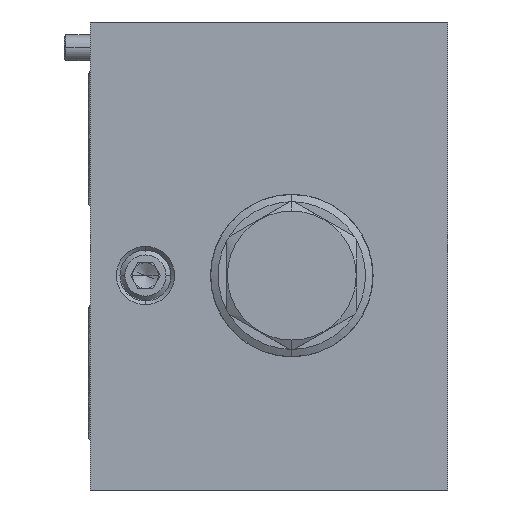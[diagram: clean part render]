
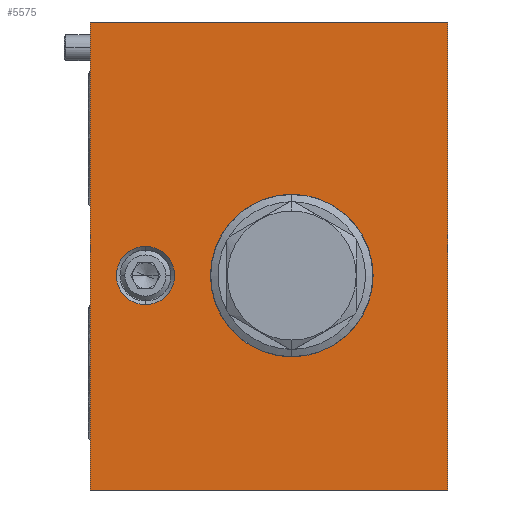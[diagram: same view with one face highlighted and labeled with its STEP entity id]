
A CAD part, left-side view. The second image highlights one B-rep face of the part: STEP entity #5575.
In plain terms, the highlighted planar face has unit normal (-1, 0, 0).
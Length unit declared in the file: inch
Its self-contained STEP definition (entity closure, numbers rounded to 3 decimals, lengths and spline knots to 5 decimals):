
#9=DIRECTION('',(0.,-1.,0.));
#10=VECTOR('',#9,3.438);
#11=CARTESIAN_POINT('',(0.,0.,0.));
#12=LINE('',#11,#10);
#761=DIRECTION('',(0.,0.,1.));
#762=VECTOR('',#761,4.5);
#763=CARTESIAN_POINT('',(0.,0.,0.));
#764=LINE('',#763,#762);
#765=CARTESIAN_POINT('',(0.,-1.938,2.062));
#766=DIRECTION('',(1.,0.,0.));
#767=DIRECTION('',(0.,0.,-1.));
#768=AXIS2_PLACEMENT_3D('',#765,#766,#767);
#770=CARTESIAN_POINT('',(0.,-1.938,2.062));
#771=DIRECTION('',(1.,0.,0.));
#772=DIRECTION('',(0.,0.,1.));
#773=AXIS2_PLACEMENT_3D('',#770,#771,#772);
#775=CARTESIAN_POINT('',(0.,-0.531,2.062));
#776=DIRECTION('',(1.,0.,0.));
#777=DIRECTION('',(0.,0.,-1.));
#778=AXIS2_PLACEMENT_3D('',#775,#776,#777);
#780=CARTESIAN_POINT('',(0.,-0.531,2.062));
#781=DIRECTION('',(1.,0.,0.));
#782=DIRECTION('',(0.,0.,1.));
#783=AXIS2_PLACEMENT_3D('',#780,#781,#782);
#1293=DIRECTION('',(0.,0.,1.));
#1294=VECTOR('',#1293,4.5);
#1295=CARTESIAN_POINT('',(0.,-3.438,0.));
#1296=LINE('',#1295,#1294);
#3969=DIRECTION('',(0.,-1.,0.));
#3970=VECTOR('',#3969,3.438);
#3971=CARTESIAN_POINT('',(0.,0.,4.5));
#3972=LINE('',#3971,#3970);
#4252=CARTESIAN_POINT('',(0.,0.,0.));
#4253=CARTESIAN_POINT('',(0.,-3.438,0.));
#4254=VERTEX_POINT('',#4252);
#4255=VERTEX_POINT('',#4253);
#4256=CARTESIAN_POINT('',(0.,0.,4.5));
#4257=CARTESIAN_POINT('',(0.,-3.438,4.5));
#4258=VERTEX_POINT('',#4256);
#4259=VERTEX_POINT('',#4257);
#4496=CARTESIAN_POINT('',(0.,-1.938,1.28));
#4497=CARTESIAN_POINT('',(0.,-1.938,2.844));
#4498=VERTEX_POINT('',#4496);
#4499=VERTEX_POINT('',#4497);
#4514=CARTESIAN_POINT('',(0.,-0.531,2.342));
#4515=VERTEX_POINT('',#4514);
#4516=CARTESIAN_POINT('',(0.,-0.531,1.782));
#4517=VERTEX_POINT('',#4516);
#5550=CARTESIAN_POINT('',(0.,0.,0.));
#5551=DIRECTION('',(-1.,0.,0.));
#5552=DIRECTION('',(0.,-1.,0.));
#5553=AXIS2_PLACEMENT_3D('',#5550,#5551,#5552);
#5554=PLANE('',#5553);
#5555=ORIENTED_EDGE('',*,*,#4886,.F.);
#5557=ORIENTED_EDGE('',*,*,#5556,.T.);
#5559=ORIENTED_EDGE('',*,*,#5558,.T.);
#5561=ORIENTED_EDGE('',*,*,#5560,.F.);
#5562=EDGE_LOOP('',(#5555,#5557,#5559,#5561));
#5563=FACE_OUTER_BOUND('',#5562,.F.);
#5565=ORIENTED_EDGE('',*,*,#5564,.F.);
#5566=ORIENTED_EDGE('',*,*,#5540,.F.);
#5567=EDGE_LOOP('',(#5565,#5566));
#5568=FACE_BOUND('',#5567,.F.);
#5570=ORIENTED_EDGE('',*,*,#5569,.F.);
#5572=ORIENTED_EDGE('',*,*,#5571,.F.);
#5573=EDGE_LOOP('',(#5570,#5572));
#5574=FACE_BOUND('',#5573,.F.);
#5575=ADVANCED_FACE('',(#5563,#5568,#5574),#5554,.T.);
#769=CIRCLE('',#768,0.782);
#774=CIRCLE('',#773,0.782);
#779=CIRCLE('',#778,0.28);
#784=CIRCLE('',#783,0.28);
#4886=EDGE_CURVE('',#4254,#4255,#12,.T.);
#5540=EDGE_CURVE('',#4499,#4498,#774,.T.);
#5556=EDGE_CURVE('',#4254,#4258,#764,.T.);
#5558=EDGE_CURVE('',#4258,#4259,#3972,.T.);
#5560=EDGE_CURVE('',#4255,#4259,#1296,.T.);
#5564=EDGE_CURVE('',#4498,#4499,#769,.T.);
#5569=EDGE_CURVE('',#4517,#4515,#779,.T.);
#5571=EDGE_CURVE('',#4515,#4517,#784,.T.);
